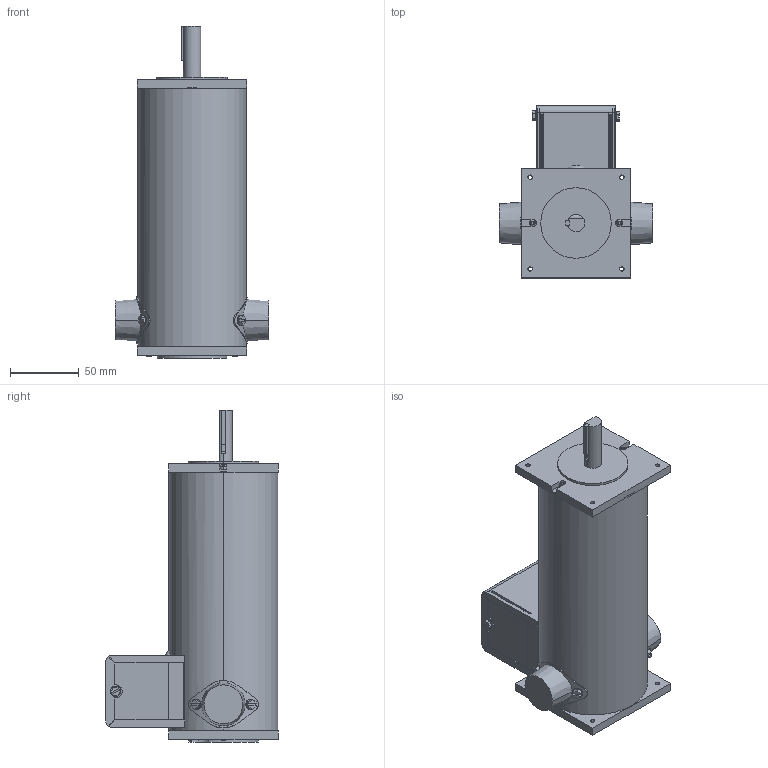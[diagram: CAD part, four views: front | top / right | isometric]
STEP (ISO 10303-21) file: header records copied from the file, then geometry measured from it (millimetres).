
FILE_DESCRIPTION (( 'STEP AP214' ), '1' );
FILE_NAME ('MTPM-P14-1L19.STEP', '2018-06-13T21:01:04', ( '' ), ( '' ), 'SwSTEP 2.0', 'SolidWorks 2017', '' );
FILE_SCHEMA (( 'AUTOMOTIVE_DESIGN' ));
Length unit declared in the file: inch
Products named in the file (1): MTPM-P14-1L19
Bounding box: 111.51 x 125.57 x 241.82 mm (x, y, z)
Volume: 238006.5 mm3; surface area: 188092.1 mm2
Topology: 28 solids, 28 shells, 409 faces, 1015 edges, 675 vertices
Faces by surface type: plane 272, cylinder 112, cone 14, torus 6, bspline 5
Entity records: 16676 total; most frequent: CARTESIAN_POINT 3262, ORIENTED_EDGE 2030, DIRECTION 1977, EDGE_CURVE 1015, LINE 697, VECTOR 697, VERTEX_POINT 675, AXIS2_PLACEMENT_3D 640
